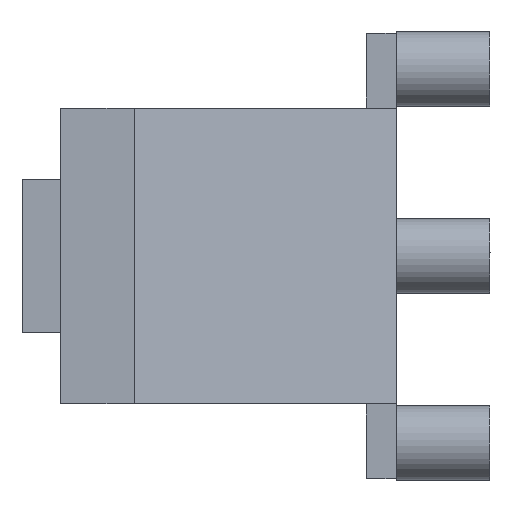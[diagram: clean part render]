
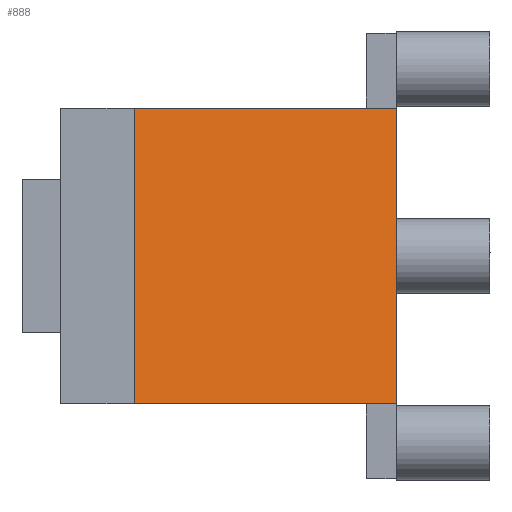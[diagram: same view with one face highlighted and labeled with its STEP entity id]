
A CAD part, left-side view. The second image highlights one B-rep face of the part: STEP entity #888.
In plain terms, the highlighted planar face has unit normal (-0.962, -0.275, 0).
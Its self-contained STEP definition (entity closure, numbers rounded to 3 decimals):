
#122 = VECTOR ( 'NONE', #2351, 1000. ) ;
#201 = VECTOR ( 'NONE', #1039, 1000. ) ;
#251 = VECTOR ( 'NONE', #2267, 1000. ) ;
#275 = VECTOR ( 'NONE', #1966, 1000. ) ;
#888 = ADVANCED_FACE ( 'NONE', ( #1545 ), #1463, .F. ) ;
#943 = EDGE_CURVE ( 'NONE', #1813, #1603, #2487, .T. ) ;
#965 = EDGE_CURVE ( 'NONE', #1603, #1528, #1964, .T. ) ;
#1039 = DIRECTION ( 'NONE',  ( 0., 0., 1. ) ) ;
#1045 = CARTESIAN_POINT ( 'NONE',  ( 20., 0., 0. ) ) ;
#1074 = EDGE_LOOP ( 'NONE', ( #1106, #1303, #1105, #1323 ) ) ;
#1105 = ORIENTED_EDGE ( 'NONE', *, *, #2590, .F. ) ;
#1106 = ORIENTED_EDGE ( 'NONE', *, *, #965, .T. ) ;
#1303 = ORIENTED_EDGE ( 'NONE', *, *, #2618, .F. ) ;
#1323 = ORIENTED_EDGE ( 'NONE', *, *, #943, .T. ) ;
#1401 = AXIS2_PLACEMENT_3D ( 'NONE', #1492, #1459, #1643 ) ;
#1459 = DIRECTION ( 'NONE',  ( 0.962, 0.275, 0. ) ) ;
#1463 = PLANE ( 'NONE',  #1401 ) ;
#1492 = CARTESIAN_POINT ( 'NONE',  ( 0., 70., 0. ) ) ;
#1528 = VERTEX_POINT ( 'NONE', #2056 ) ;
#1545 = FACE_OUTER_BOUND ( 'NONE', #1074, .T. ) ;
#1603 = VERTEX_POINT ( 'NONE', #2071 ) ;
#1643 = DIRECTION ( 'NONE',  ( -0.275, 0.962, 0. ) ) ;
#1813 = VERTEX_POINT ( 'NONE', #2095 ) ;
#1878 = VERTEX_POINT ( 'NONE', #2113 ) ;
#1964 = LINE ( 'NONE', #1965, #275 ) ;
#1965 = CARTESIAN_POINT ( 'NONE',  ( 0., 70., 79. ) ) ;
#1966 = DIRECTION ( 'NONE',  ( -0.275, 0.962, 0. ) ) ;
#2056 = CARTESIAN_POINT ( 'NONE',  ( 0., 70., 79. ) ) ;
#2071 = CARTESIAN_POINT ( 'NONE',  ( 20., 0., 79. ) ) ;
#2095 = CARTESIAN_POINT ( 'NONE',  ( 20., 0., 0. ) ) ;
#2113 = CARTESIAN_POINT ( 'NONE',  ( 0., 70., 0. ) ) ;
#2216 = LINE ( 'NONE', #2266, #251 ) ;
#2266 = CARTESIAN_POINT ( 'NONE',  ( 0., 70., 0. ) ) ;
#2267 = DIRECTION ( 'NONE',  ( -0.275, 0.962, 0. ) ) ;
#2349 = LINE ( 'NONE', #2350, #122 ) ;
#2350 = CARTESIAN_POINT ( 'NONE',  ( 0., 70., 0. ) ) ;
#2351 = DIRECTION ( 'NONE',  ( 0., 0., 1. ) ) ;
#2487 = LINE ( 'NONE', #1045, #201 ) ;
#2590 = EDGE_CURVE ( 'NONE', #1813, #1878, #2216, .T. ) ;
#2618 = EDGE_CURVE ( 'NONE', #1878, #1528, #2349, .T. ) ;
